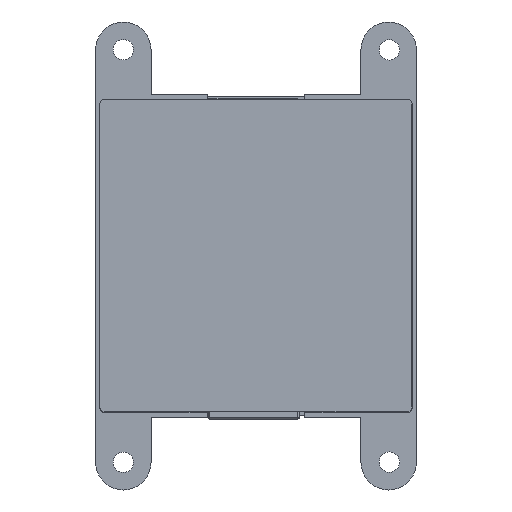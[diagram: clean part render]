
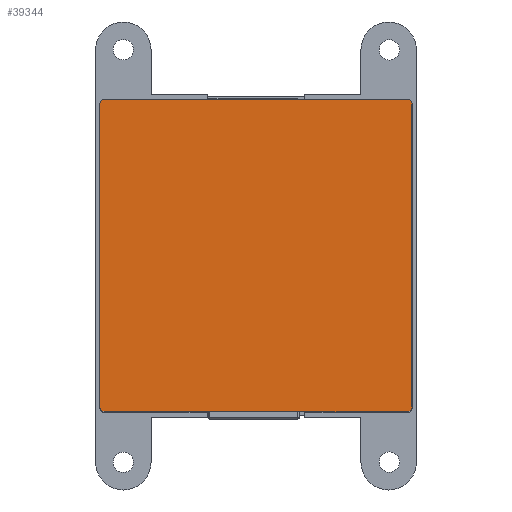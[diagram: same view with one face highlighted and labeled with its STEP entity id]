
A CAD part, front view. The second image highlights one B-rep face of the part: STEP entity #39344.
In plain terms, the highlighted planar face has unit normal (0, -1, 0).
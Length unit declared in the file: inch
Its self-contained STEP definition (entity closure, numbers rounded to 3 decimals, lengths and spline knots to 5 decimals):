
#2227 = CARTESIAN_POINT ( 'NONE',  ( 1.07, 0., -1.03801 ) ) ;
#8047 = VERTEX_POINT ( 'NONE', #85660 ) ;
#9049 = VECTOR ( 'NONE', #140384, 39.37008 ) ;
#12403 = CARTESIAN_POINT ( 'NONE',  ( -1.07, 0., -1.05675 ) ) ;
#13755 = VECTOR ( 'NONE', #98639, 39.37008 ) ;
#15197 = VERTEX_POINT ( 'NONE', #2227 ) ;
#16752 = DIRECTION ( 'NONE',  ( 0., 1., 0. ) ) ;
#16811 = EDGE_LOOP ( 'NONE', ( #64407, #120090, #96306, #131663, #98600, #61514, #104362, #48500 ) ) ;
#17329 = CARTESIAN_POINT ( 'NONE',  ( -1.07, 0., 1.03801 ) ) ;
#18729 = CARTESIAN_POINT ( 'NONE',  ( 1.07, 0., 1.03801 ) ) ;
#26423 = VERTEX_POINT ( 'NONE', #17329 ) ;
#30016 = CARTESIAN_POINT ( 'NONE',  ( 1.07, 0., 1.05675 ) ) ;
#34574 = CARTESIAN_POINT ( 'NONE',  ( -1.03801, 0., -1.07 ) ) ;
#35663 = VERTEX_POINT ( 'NONE', #113322 ) ;
#38049 =( BOUNDED_CURVE ( )  B_SPLINE_CURVE ( 3, ( #110317, #132984, #133478, #77202 ),
 .UNSPECIFIED., .F., .F. ) 
 B_SPLINE_CURVE_WITH_KNOTS ( ( 4, 4 ),
 ( 5.49813, 7.06824 ),
 .UNSPECIFIED. ) 
 CURVE ( )  GEOMETRIC_REPRESENTATION_ITEM ( )  RATIONAL_B_SPLINE_CURVE ( ( 1., 0.805, 0.805, 1. ) ) 
 REPRESENTATION_ITEM ( '' )  );
#39344 = ADVANCED_FACE ( 'NONE', ( #119711 ), #117828, .F. ) ;
#41585 = CARTESIAN_POINT ( 'NONE',  ( -1.07, 0., 1.05675 ) ) ;
#42898 = VERTEX_POINT ( 'NONE', #109159 ) ;
#45422 = CARTESIAN_POINT ( 'NONE',  ( -1.05675, 0., -1.07 ) ) ;
#47706 =( BOUNDED_CURVE ( )  B_SPLINE_CURVE ( 3, ( #18729, #30016, #52737, #53218 ),
 .UNSPECIFIED., .F., .F. ) 
 B_SPLINE_CURVE_WITH_KNOTS ( ( 4, 4 ),
 ( 5.49813, 7.06824 ),
 .UNSPECIFIED. ) 
 CURVE ( )  GEOMETRIC_REPRESENTATION_ITEM ( )  RATIONAL_B_SPLINE_CURVE ( ( 1., 0.805, 0.805, 1. ) ) 
 REPRESENTATION_ITEM ( '' )  );
#48500 = ORIENTED_EDGE ( 'NONE', *, *, #116194, .T. ) ;
#49470 = VERTEX_POINT ( 'NONE', #87162 ) ;
#50753 = VERTEX_POINT ( 'NONE', #69408 ) ;
#51249 = DIRECTION ( 'NONE',  ( 0., 0., 1. ) ) ;
#52326 = CARTESIAN_POINT ( 'NONE',  ( -1.07, 0., -1.07 ) ) ;
#52737 = CARTESIAN_POINT ( 'NONE',  ( 1.05675, 0., 1.07 ) ) ;
#52897 = CARTESIAN_POINT ( 'NONE',  ( -1.03801, 0., 1.07 ) ) ;
#53218 = CARTESIAN_POINT ( 'NONE',  ( 1.03801, 0., 1.07 ) ) ;
#61514 = ORIENTED_EDGE ( 'NONE', *, *, #87506, .T. ) ;
#62148 = EDGE_CURVE ( 'NONE', #35663, #42898, #72278, .T. ) ;
#62816 = VECTOR ( 'NONE', #93523, 39.37008 ) ;
#64407 = ORIENTED_EDGE ( 'NONE', *, *, #124792, .F. ) ;
#69408 = CARTESIAN_POINT ( 'NONE',  ( -1.03801, 0., 1.07 ) ) ;
#72278 =( BOUNDED_CURVE ( )  B_SPLINE_CURVE ( 3, ( #101612, #12403, #45422, #34574 ),
 .UNSPECIFIED., .F., .F. ) 
 B_SPLINE_CURVE_WITH_KNOTS ( ( 4, 4 ),
 ( 5.49813, 7.06824 ),
 .UNSPECIFIED. ) 
 CURVE ( )  GEOMETRIC_REPRESENTATION_ITEM ( )  RATIONAL_B_SPLINE_CURVE ( ( 1., 0.805, 0.805, 1. ) ) 
 REPRESENTATION_ITEM ( '' )  );
#72348 = CARTESIAN_POINT ( 'NONE',  ( -1.07, 0., -1.07 ) ) ;
#76707 = CARTESIAN_POINT ( 'NONE',  ( 1.03801, 0., 1.07 ) ) ;
#76885 = LINE ( 'NONE', #104386, #62816 ) ;
#77151 = LINE ( 'NONE', #52326, #13755 ) ;
#77202 = CARTESIAN_POINT ( 'NONE',  ( 1.07, 0., -1.03801 ) ) ;
#78572 = EDGE_CURVE ( 'NONE', #50753, #81858, #76885, .T. ) ;
#79253 = VECTOR ( 'NONE', #128916, 39.37008 ) ;
#81858 = VERTEX_POINT ( 'NONE', #76707 ) ;
#85660 = CARTESIAN_POINT ( 'NONE',  ( 1.03801, 0., -1.07 ) ) ;
#85753 = EDGE_CURVE ( 'NONE', #49470, #15197, #134003, .T. ) ;
#87162 = CARTESIAN_POINT ( 'NONE',  ( 1.07, 0., 1.03801 ) ) ;
#87506 = EDGE_CURVE ( 'NONE', #49470, #81858, #47706, .T. ) ;
#93523 = DIRECTION ( 'NONE',  ( 1., 0., 0. ) ) ;
#96306 = ORIENTED_EDGE ( 'NONE', *, *, #101471, .F. ) ;
#98600 = ORIENTED_EDGE ( 'NONE', *, *, #85753, .F. ) ;
#98639 = DIRECTION ( 'NONE',  ( -1., 0., 0. ) ) ;
#101471 = EDGE_CURVE ( 'NONE', #8047, #42898, #77151, .T. ) ;
#101612 = CARTESIAN_POINT ( 'NONE',  ( -1.07, 0., -1.03801 ) ) ;
#104362 = ORIENTED_EDGE ( 'NONE', *, *, #78572, .F. ) ;
#104386 = CARTESIAN_POINT ( 'NONE',  ( -1.07, 0., 1.07 ) ) ;
#109159 = CARTESIAN_POINT ( 'NONE',  ( -1.03801, 0., -1.07 ) ) ;
#110317 = CARTESIAN_POINT ( 'NONE',  ( 1.03801, 0., -1.07 ) ) ;
#113322 = CARTESIAN_POINT ( 'NONE',  ( -1.07, 0., -1.03801 ) ) ;
#116194 = EDGE_CURVE ( 'NONE', #50753, #26423, #137446, .T. ) ;
#117828 = PLANE ( 'NONE',  #131295 ) ;
#118315 = CARTESIAN_POINT ( 'NONE',  ( -1.07, 0., 1.07 ) ) ;
#119711 = FACE_OUTER_BOUND ( 'NONE', #16811, .T. ) ;
#120090 = ORIENTED_EDGE ( 'NONE', *, *, #62148, .T. ) ;
#124792 = EDGE_CURVE ( 'NONE', #35663, #26423, #135975, .T. ) ;
#128916 = DIRECTION ( 'NONE',  ( 0., 0., -1. ) ) ;
#129401 = CARTESIAN_POINT ( 'NONE',  ( 1.07, 0., -1.07 ) ) ;
#131295 = AXIS2_PLACEMENT_3D ( 'NONE', #118315, #16752, #51249 ) ;
#131663 = ORIENTED_EDGE ( 'NONE', *, *, #133857, .T. ) ;
#131731 = CARTESIAN_POINT ( 'NONE',  ( -1.07, 0., 1.03801 ) ) ;
#132984 = CARTESIAN_POINT ( 'NONE',  ( 1.05675, 0., -1.07 ) ) ;
#133478 = CARTESIAN_POINT ( 'NONE',  ( 1.07, 0., -1.05675 ) ) ;
#133857 = EDGE_CURVE ( 'NONE', #8047, #15197, #38049, .T. ) ;
#134003 = LINE ( 'NONE', #129401, #79253 ) ;
#135975 = LINE ( 'NONE', #72348, #9049 ) ;
#137446 =( BOUNDED_CURVE ( )  B_SPLINE_CURVE ( 3, ( #52897, #144506, #41585, #131731 ),
 .UNSPECIFIED., .F., .F. ) 
 B_SPLINE_CURVE_WITH_KNOTS ( ( 4, 4 ),
 ( 5.49813, 7.06824 ),
 .UNSPECIFIED. ) 
 CURVE ( )  GEOMETRIC_REPRESENTATION_ITEM ( )  RATIONAL_B_SPLINE_CURVE ( ( 1., 0.805, 0.805, 1. ) ) 
 REPRESENTATION_ITEM ( '' )  );
#140384 = DIRECTION ( 'NONE',  ( 0., 0., 1. ) ) ;
#144506 = CARTESIAN_POINT ( 'NONE',  ( -1.05675, 0., 1.07 ) ) ;
